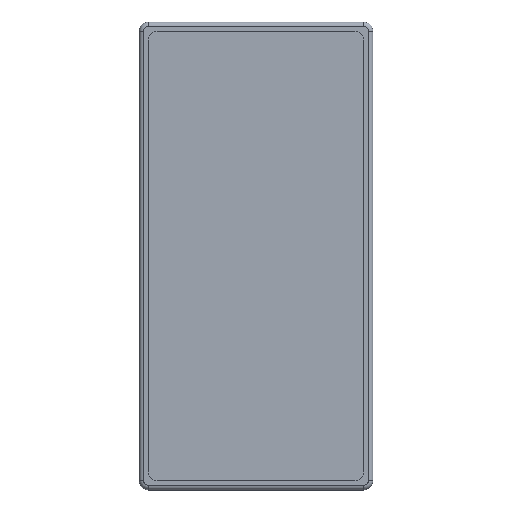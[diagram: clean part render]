
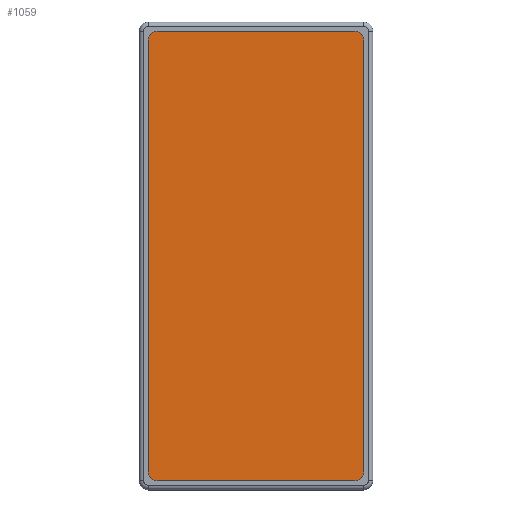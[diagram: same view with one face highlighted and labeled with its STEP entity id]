
A CAD part, top view. The second image highlights one B-rep face of the part: STEP entity #1059.
In plain terms, the highlighted planar face has unit normal (0, 0, 1).
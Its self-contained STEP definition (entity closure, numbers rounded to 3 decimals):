
#869 = VERTEX_POINT('',#870);
#870 = CARTESIAN_POINT('',(13.28,-34.6,10.4));
#876 = EDGE_CURVE('',#869,#877,#879,.T.);
#877 = VERTEX_POINT('',#878);
#878 = CARTESIAN_POINT('',(-8.12,-34.6,10.4));
#879 = LINE('',#880,#881);
#880 = CARTESIAN_POINT('',(14.28,-34.6,10.4));
#881 = VECTOR('',#882,1.);
#882 = DIRECTION('',(-1.,0.,0.));
#901 = VERTEX_POINT('',#902);
#902 = CARTESIAN_POINT('',(-9.12,-33.6,10.4));
#908 = EDGE_CURVE('',#877,#901,#909,.T.);
#909 = CIRCLE('',#910,1.);
#910 = AXIS2_PLACEMENT_3D('',#911,#912,#913);
#911 = CARTESIAN_POINT('',(-8.12,-33.6,10.4));
#912 = DIRECTION('',(0.,0.,-1.));
#913 = DIRECTION('',(0.,-1.,0.));
#924 = VERTEX_POINT('',#925);
#925 = CARTESIAN_POINT('',(-9.12,13.2,10.4));
#933 = EDGE_CURVE('',#901,#924,#934,.T.);
#934 = LINE('',#935,#936);
#935 = CARTESIAN_POINT('',(-9.12,-34.6,10.4));
#936 = VECTOR('',#937,1.);
#937 = DIRECTION('',(0.,1.,0.));
#950 = VERTEX_POINT('',#951);
#951 = CARTESIAN_POINT('',(-8.12,14.2,10.4));
#957 = EDGE_CURVE('',#924,#950,#958,.T.);
#958 = CIRCLE('',#959,1.);
#959 = AXIS2_PLACEMENT_3D('',#960,#961,#962);
#960 = CARTESIAN_POINT('',(-8.12,13.2,10.4));
#961 = DIRECTION('',(0.,0.,-1.));
#962 = DIRECTION('',(0.,-1.,0.));
#973 = VERTEX_POINT('',#974);
#974 = CARTESIAN_POINT('',(13.28,14.2,10.4));
#982 = EDGE_CURVE('',#950,#973,#983,.T.);
#983 = LINE('',#984,#985);
#984 = CARTESIAN_POINT('',(-9.12,14.2,10.4));
#985 = VECTOR('',#986,1.);
#986 = DIRECTION('',(1.,0.,0.));
#997 = VERTEX_POINT('',#998);
#998 = CARTESIAN_POINT('',(14.28,13.2,10.4));
#1006 = EDGE_CURVE('',#997,#973,#1007,.T.);
#1007 = CIRCLE('',#1008,1.);
#1008 = AXIS2_PLACEMENT_3D('',#1009,#1010,#1011);
#1009 = CARTESIAN_POINT('',(13.28,13.2,10.4));
#1010 = DIRECTION('',(0.,0.,1.));
#1011 = DIRECTION('',(0.,-1.,0.));
#1023 = EDGE_CURVE('',#997,#1024,#1026,.T.);
#1024 = VERTEX_POINT('',#1025);
#1025 = CARTESIAN_POINT('',(14.28,-33.6,10.4));
#1026 = LINE('',#1027,#1028);
#1027 = CARTESIAN_POINT('',(14.28,14.2,10.4));
#1028 = VECTOR('',#1029,1.);
#1029 = DIRECTION('',(0.,-1.,0.));
#1048 = EDGE_CURVE('',#869,#1024,#1049,.T.);
#1049 = CIRCLE('',#1050,1.);
#1050 = AXIS2_PLACEMENT_3D('',#1051,#1052,#1053);
#1051 = CARTESIAN_POINT('',(13.28,-33.6,10.4));
#1052 = DIRECTION('',(0.,0.,1.));
#1053 = DIRECTION('',(0.,-1.,0.));
#1059 = ADVANCED_FACE('',(#1060),#1070,.F.);
#1060 = FACE_BOUND('',#1061,.F.);
#1061 = EDGE_LOOP('',(#1062,#1063,#1064,#1065,#1066,#1067,#1068,#1069));
#1062 = ORIENTED_EDGE('',*,*,#1023,.T.);
#1063 = ORIENTED_EDGE('',*,*,#1048,.F.);
#1064 = ORIENTED_EDGE('',*,*,#876,.T.);
#1065 = ORIENTED_EDGE('',*,*,#908,.T.);
#1066 = ORIENTED_EDGE('',*,*,#933,.T.);
#1067 = ORIENTED_EDGE('',*,*,#957,.T.);
#1068 = ORIENTED_EDGE('',*,*,#982,.T.);
#1069 = ORIENTED_EDGE('',*,*,#1006,.F.);
#1070 = PLANE('',#1071);
#1071 = AXIS2_PLACEMENT_3D('',#1072,#1073,#1074);
#1072 = CARTESIAN_POINT('',(2.58,-10.2,10.4));
#1073 = DIRECTION('',(0.,0.,-1.));
#1074 = DIRECTION('',(-1.,0.,0.));
